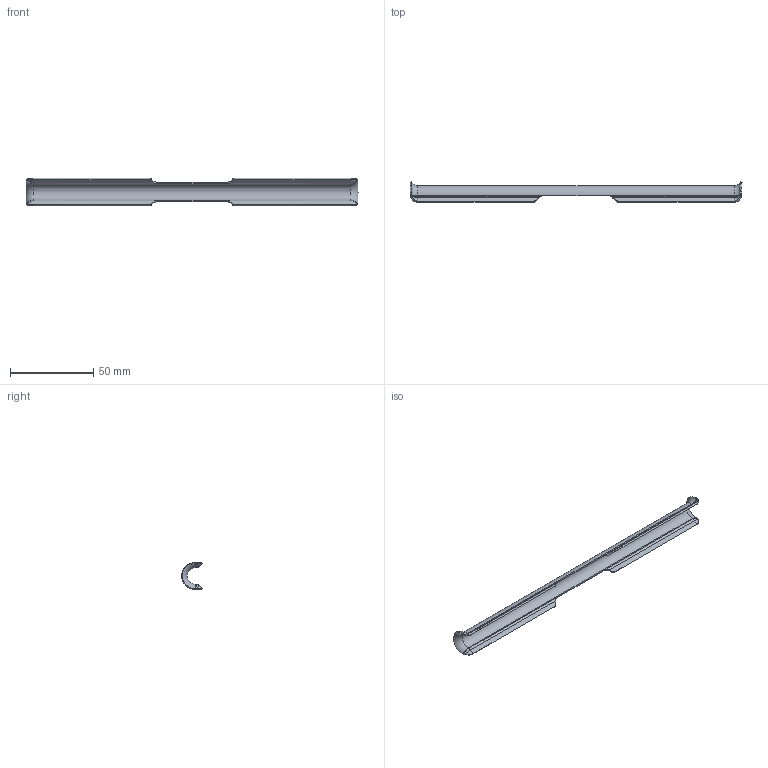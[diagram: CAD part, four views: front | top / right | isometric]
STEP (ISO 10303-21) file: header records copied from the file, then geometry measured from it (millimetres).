
FILE_DESCRIPTION (( 'STEP AP214' ), '1' );
FILE_NAME ('1195794.stp', '2017-02-22T08:19:08', ( '' ), ( '' ), 'SwSTEP 2.0', 'SolidWorks 2016', '' );
FILE_SCHEMA (( 'AUTOMOTIVE_DESIGN' ));
Length unit declared in the file: millimetre
Products named in the file (1): 1195794
Bounding box: 199.99 x 12.39 x 16.41 mm (x, y, z)
Volume: 4874.2 mm3; surface area: 10212.2 mm2
Topology: 1 solids, 1 shells, 110 faces, 236 edges, 128 vertices
Faces by surface type: plane 46, cylinder 30, bspline 30, torus 4
Entity records: 3766 total; most frequent: CARTESIAN_POINT 1687, ORIENTED_EDGE 472, DIRECTION 350, EDGE_CURVE 236, VECTOR 132, LINE 132, VERTEX_POINT 128, FACE_OUTER_BOUND 110
